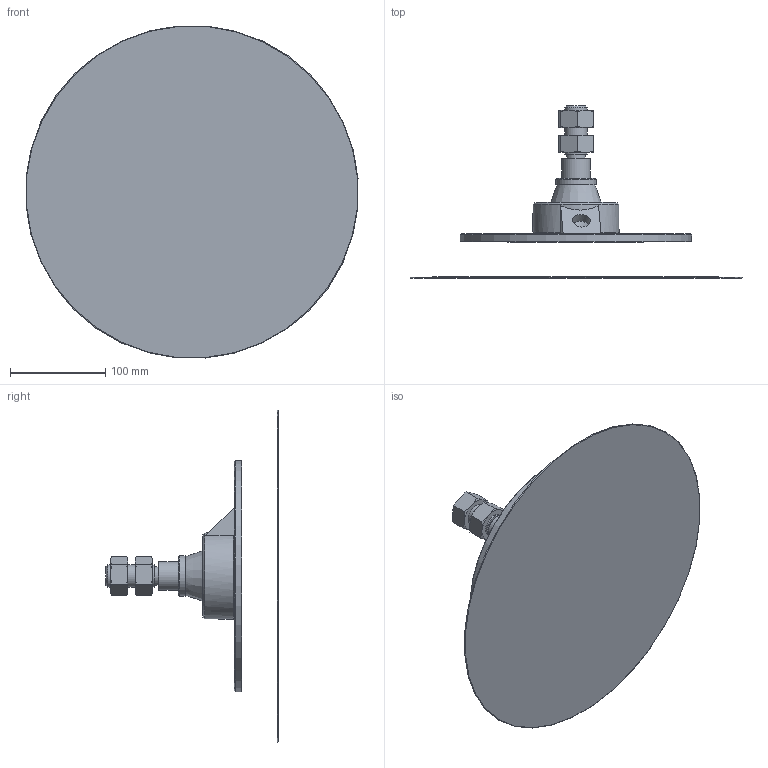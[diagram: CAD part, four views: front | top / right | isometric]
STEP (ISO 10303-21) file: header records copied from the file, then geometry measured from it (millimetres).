
FILE_DESCRIPTION(/* description */ (''),/* implementation_level */ '2;1');
FILE_NAME(/* name */ 'vdlc350sb.stp',/* time_stamp */ '2020-11-13T12:28:19+01:00',/* author */ ('enginyeria'),/* organization */ (''),/* preprocessor_version */ 'ST-DEVELOPER v17.2',/* originating_system */ 'Autodesk Inventor 2019',/* authorisation */ '');
FILE_SCHEMA (('CONFIG_CONTROL_DESIGN'));
Length unit declared in the file: millimetre
Products named in the file (1): vdlc350cn
Bounding box: 348.79 x 181 x 348.79 mm (x, y, z)
Volume: 3388626.3 mm3; surface area: 234552.1 mm2
Topology: 1 solids, 1 shells, 75 faces, 170 edges, 109 vertices
Faces by surface type: cone 33, plane 29, cylinder 11, torus 2
Full cylindrical faces by diameter (mm): 18.631 x1, 20 x1, 24 x3, 30 x1, 42.387 x1, 63 x1, 90.569 x1, 202 x1, 244 x1
Entity records: 2260 total; most frequent: CARTESIAN_POINT 504, DIRECTION 351, ORIENTED_EDGE 338, EDGE_CURVE 169, AXIS2_PLACEMENT_3D 156, VERTEX_POINT 109, EDGE_LOOP 88, CIRCLE 79
